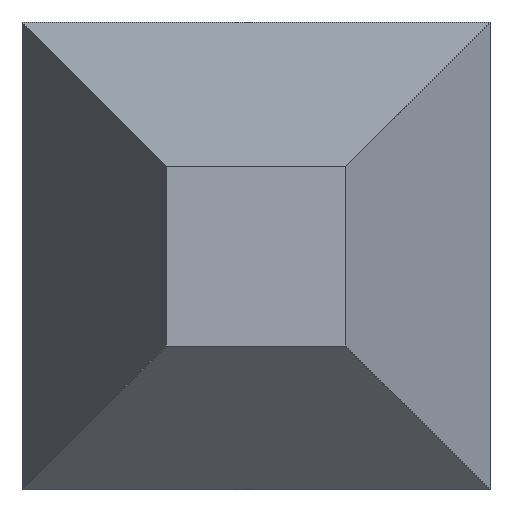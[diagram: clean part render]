
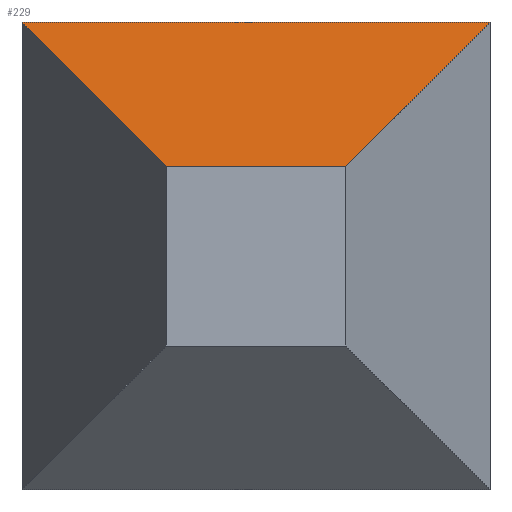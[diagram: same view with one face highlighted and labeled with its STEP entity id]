
A CAD part, front view. The second image highlights one B-rep face of the part: STEP entity #229.
In plain terms, the highlighted planar face has unit normal (0, -0.447, 0.894).
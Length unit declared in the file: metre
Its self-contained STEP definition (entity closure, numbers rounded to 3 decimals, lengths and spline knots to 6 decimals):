
#16=FACE_OUTER_BOUND('',#30,.T.);
#30=EDGE_LOOP('',(#150,#151,#152,#153));
#50=LINE('',#355,#78);
#51=LINE('',#357,#79);
#52=LINE('',#359,#80);
#53=LINE('',#360,#81);
#78=VECTOR('',#291,1.);
#79=VECTOR('',#292,1.);
#80=VECTOR('',#293,1.);
#81=VECTOR('',#294,1.);
#106=VERTEX_POINT('',#353);
#107=VERTEX_POINT('',#354);
#108=VERTEX_POINT('',#356);
#109=VERTEX_POINT('',#358);
#122=EDGE_CURVE('',#106,#107,#50,.T.);
#123=EDGE_CURVE('',#108,#107,#51,.T.);
#124=EDGE_CURVE('',#109,#108,#52,.T.);
#125=EDGE_CURVE('',#109,#106,#53,.T.);
#150=ORIENTED_EDGE('',*,*,#122,.T.);
#151=ORIENTED_EDGE('',*,*,#123,.F.);
#152=ORIENTED_EDGE('',*,*,#124,.F.);
#153=ORIENTED_EDGE('',*,*,#125,.T.);
#200=PLANE('',#263);
#229=ADVANCED_FACE('',(#16),#200,.T.);
#263=AXIS2_PLACEMENT_3D('',#352,#289,#290);
#289=DIRECTION('center_axis',(0.,-0.447,0.894));
#290=DIRECTION('ref_axis',(-1.,0.,0.));
#291=DIRECTION('',(0.408,-0.816,-0.408));
#292=DIRECTION('',(-1.,0.,0.));
#293=DIRECTION('',(-0.408,-0.816,-0.408));
#294=DIRECTION('',(-1.,0.,0.));
#352=CARTESIAN_POINT('Origin',(0.00508,-0.00815,-0.001045));
#353=CARTESIAN_POINT('',(0.004755,-0.00795,-0.000945));
#354=CARTESIAN_POINT('',(0.004955,-0.00835,-0.001145));
#355=CARTESIAN_POINT('',(0.004755,-0.00795,-0.000945));
#356=CARTESIAN_POINT('',(0.005205,-0.00835,-0.001145));
#357=CARTESIAN_POINT('',(0.005205,-0.00835,-0.001145));
#358=CARTESIAN_POINT('',(0.005405,-0.00795,-0.000945));
#359=CARTESIAN_POINT('',(0.005405,-0.00795,-0.000945));
#360=CARTESIAN_POINT('',(0.005405,-0.00795,-0.000945));
